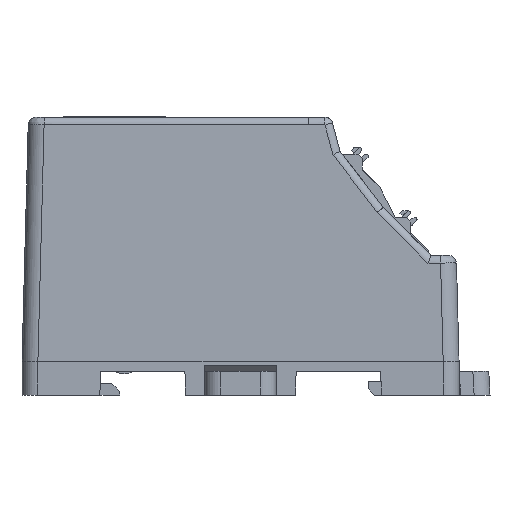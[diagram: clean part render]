
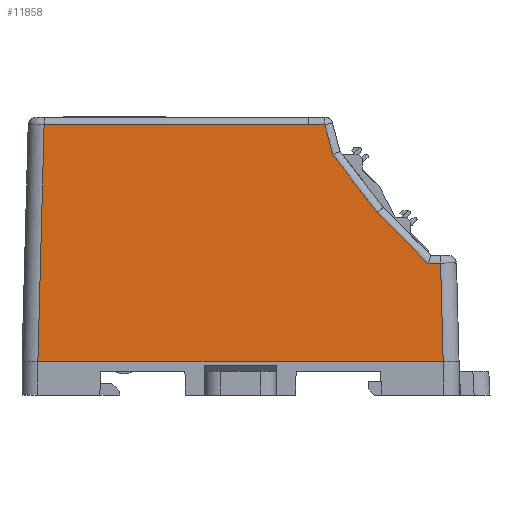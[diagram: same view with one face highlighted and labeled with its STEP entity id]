
A CAD part, front view. The second image highlights one B-rep face of the part: STEP entity #11858.
In plain terms, the highlighted planar face has unit normal (0, -1, 0.026).
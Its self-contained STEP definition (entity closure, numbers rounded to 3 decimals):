
#792=B_SPLINE_CURVE_WITH_KNOTS('',3,(#145635,#145636,#145637,#145638),
 .UNSPECIFIED.,.F.,.F.,(4,4),(0.,1.),.UNSPECIFIED.);
#7517=FACE_OUTER_BOUND('',#20216,.T.);
#11858=ADVANCED_FACE('',(#7517),#15222,.T.);
#15222=PLANE('',#91668);
#20216=EDGE_LOOP('',(#45211,#45212,#45213,#45214,#45215,#45216,#45217,#45218,
#45219,#45220));
#45211=ORIENTED_EDGE('',*,*,#66023,.T.);
#45212=ORIENTED_EDGE('',*,*,#66022,.T.);
#45213=ORIENTED_EDGE('',*,*,#66117,.T.);
#45214=ORIENTED_EDGE('',*,*,#66129,.T.);
#45215=ORIENTED_EDGE('',*,*,#55020,.T.);
#45216=ORIENTED_EDGE('',*,*,#66132,.T.);
#45217=ORIENTED_EDGE('',*,*,#66087,.T.);
#45218=ORIENTED_EDGE('',*,*,#66090,.T.);
#45219=ORIENTED_EDGE('',*,*,#66098,.T.);
#45220=ORIENTED_EDGE('',*,*,#66096,.T.);
#46910=VERTEX_POINT('',#114793);
#46913=VERTEX_POINT('',#114806);
#54088=VERTEX_POINT('',#145639);
#54089=VERTEX_POINT('',#145640);
#54090=VERTEX_POINT('',#145642);
#54132=VERTEX_POINT('',#145862);
#54134=VERTEX_POINT('',#145887);
#54136=VERTEX_POINT('',#145893);
#54138=VERTEX_POINT('',#145900);
#54155=VERTEX_POINT('',#145946);
#55020=EDGE_CURVE('',#46913,#46910,#67161,.T.);
#66022=EDGE_CURVE('',#54088,#54089,#792,.T.);
#66023=EDGE_CURVE('',#54090,#54088,#75762,.T.);
#66087=EDGE_CURVE('',#54132,#54134,#75792,.T.);
#66090=EDGE_CURVE('',#54134,#54136,#75794,.T.);
#66096=EDGE_CURVE('',#54138,#54090,#75797,.T.);
#66098=EDGE_CURVE('',#54136,#54138,#75799,.T.);
#66117=EDGE_CURVE('',#54089,#54155,#75810,.T.);
#66129=EDGE_CURVE('',#54155,#46913,#75815,.T.);
#66132=EDGE_CURVE('',#46910,#54132,#75818,.T.);
#67161=LINE('',#114805,#76549);
#75762=LINE('',#145641,#85150);
#75792=LINE('',#145888,#85180);
#75794=LINE('',#145894,#85182);
#75797=LINE('',#145905,#85185);
#75799=LINE('',#145909,#85187);
#75810=LINE('',#145947,#85198);
#75815=LINE('',#146002,#85203);
#75818=LINE('',#146006,#85206);
#76549=VECTOR('',#92691,1.);
#85150=VECTOR('',#112856,1.);
#85180=VECTOR('',#112974,1.);
#85182=VECTOR('',#112980,1.);
#85185=VECTOR('',#112991,1.);
#85187=VECTOR('',#112995,1.);
#85198=VECTOR('',#113032,1.);
#85203=VECTOR('',#113053,1.);
#85206=VECTOR('',#113058,1.);
#91668=AXIS2_PLACEMENT_3D('',#146087,#113123,#113124);
#92691=DIRECTION('',(1.,0.,0.));
#112856=DIRECTION('',(-1.,0.,0.));
#112974=DIRECTION('',(-1.,0.,0.));
#112980=DIRECTION('',(-0.707,0.019,0.707));
#112991=DIRECTION('',(-0.259,0.025,0.966));
#112995=DIRECTION('',(-0.609,0.021,0.793));
#113032=DIRECTION('',(-1.,0.,0.));
#113053=DIRECTION('',(-0.026,-0.026,-0.999));
#113058=DIRECTION('',(-0.026,0.026,0.999));
#113123=DIRECTION('',(0.,-1.,0.026));
#113124=DIRECTION('',(0.,0.026,1.));
#114793=CARTESIAN_POINT('',(411.567,-266.284,-64.));
#114805=CARTESIAN_POINT('',(392.222,-266.284,-64.));
#114806=CARTESIAN_POINT('',(360.566,-266.284,-64.));
#145635=CARTESIAN_POINT('',(394.601,-265.505,-34.224));
#145636=CARTESIAN_POINT('',(394.601,-265.505,-34.222));
#145637=CARTESIAN_POINT('',(394.601,-265.505,-34.221));
#145638=CARTESIAN_POINT('',(394.601,-265.504,-34.219));
#145639=CARTESIAN_POINT('',(394.601,-265.505,-34.224));
#145640=CARTESIAN_POINT('',(394.601,-265.504,-34.219));
#145641=CARTESIAN_POINT('',(386.067,-265.505,-34.224));
#145642=CARTESIAN_POINT('',(396.686,-265.505,-34.224));
#145862=CARTESIAN_POINT('',(411.243,-265.96,-51.62));
#145887=CARTESIAN_POINT('',(409.653,-265.96,-51.62));
#145888=CARTESIAN_POINT('',(410.067,-265.96,-51.62));
#145893=CARTESIAN_POINT('',(403.284,-265.793,-45.251));
#145894=CARTESIAN_POINT('',(403.343,-265.795,-45.31));
#145900=CARTESIAN_POINT('',(397.691,-265.603,-37.975));
#145905=CARTESIAN_POINT('',(396.753,-265.511,-34.476));
#145909=CARTESIAN_POINT('',(405.953,-265.884,-48.723));
#145946=CARTESIAN_POINT('',(361.346,-265.504,-34.219));
#145947=CARTESIAN_POINT('',(361.371,-265.504,-34.219));
#146002=CARTESIAN_POINT('',(360.565,-266.286,-64.052));
#146006=CARTESIAN_POINT('',(411.55,-266.267,-63.333));
#146087=CARTESIAN_POINT('',(386.067,-266.284,-64.));
